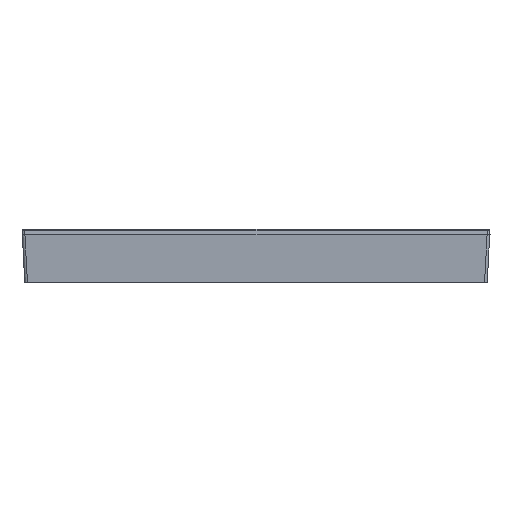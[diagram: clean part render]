
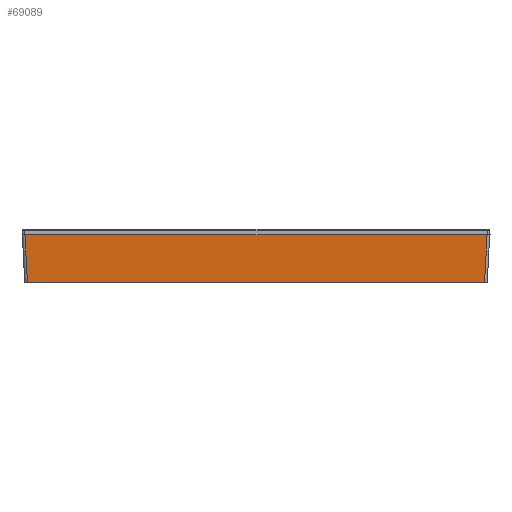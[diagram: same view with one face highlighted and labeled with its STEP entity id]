
A CAD part, left-side view. The second image highlights one B-rep face of the part: STEP entity #69089.
In plain terms, the highlighted face is planar.
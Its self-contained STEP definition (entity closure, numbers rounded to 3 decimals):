
#285=CARTESIAN_POINT('',(-43.478,0.,-42.979));
#290=CARTESIAN_POINT('',(-43.478,0.,42.979));
#352=DIRECTION('',(0.052,-0.997,0.052));
#353=VECTOR('',#352,9.025);
#354=CARTESIAN_POINT('',(-43.95,9.,-43.451));
#355=LINE('87685',#354,#353);
#359=DIRECTION('',(0.052,-0.997,-0.052));
#360=VECTOR('',#359,9.025);
#361=CARTESIAN_POINT('',(-43.95,9.,43.451));
#362=LINE('87689',#361,#360);
#366=DIRECTION('',(0.,0.,1.));
#367=VECTOR('',#366,85.958);
#368=CARTESIAN_POINT('',(-43.478,0.,-42.979));
#369=LINE('87692',#368,#367);
#455=DIRECTION('',(0.,0.,1.));
#456=VECTOR('',#455,86.901);
#457=CARTESIAN_POINT('',(-43.95,9.,-43.451));
#458=LINE('87696',#457,#456);
#61924=VERTEX_POINT('',#285);
#61925=CARTESIAN_POINT('',(-43.95,9.,-43.451));
#61926=VERTEX_POINT('',#61925);
#61929=VERTEX_POINT('',#290);
#61933=CARTESIAN_POINT('',(-43.95,9.,43.451));
#61934=VERTEX_POINT('',#61933);
#69076=CARTESIAN_POINT('',(-43.95,9.,-43.95));
#69077=DIRECTION('',(0.999,0.052,0.));
#69078=DIRECTION('',(0.,0.,1.));
#69079=AXIS2_PLACEMENT_3D('',#69076,#69077,#69078);
#69080=PLANE('87624',#69079);
#69082=ORIENTED_EDGE('87685',*,*,#69081,.F.);
#69084=ORIENTED_EDGE('87696',*,*,#69083,.T.);
#69085=ORIENTED_EDGE('87689',*,*,#69068,.T.);
#69086=ORIENTED_EDGE('87692',*,*,#69006,.F.);
#69087=EDGE_LOOP('87624',(#69082,#69084,#69085,#69086));
#69088=FACE_OUTER_BOUND('87624',#69087,.F.);
#69089=ADVANCED_FACE('87624',(#69088),#69080,.F.);
#69006=EDGE_CURVE('87692',#61924,#61929,#369,.T.);
#69068=EDGE_CURVE('87689',#61934,#61929,#362,.T.);
#69081=EDGE_CURVE('87685',#61926,#61924,#355,.T.);
#69083=EDGE_CURVE('87696',#61926,#61934,#458,.T.);
